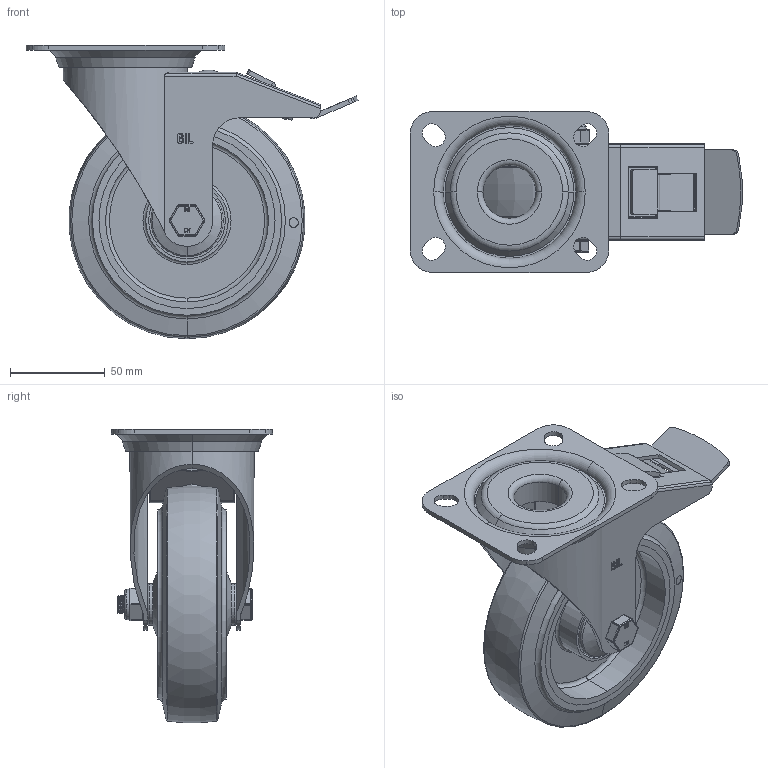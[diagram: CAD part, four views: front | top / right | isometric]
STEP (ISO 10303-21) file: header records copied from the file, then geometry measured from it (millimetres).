
FILE_DESCRIPTION(('STEP AP203'),'1');
FILE_NAME('BZMM125RNBJECSWB.STEP','2023-07-07T08:18:55',(' '),(' '),'Spatial InterOp 3D',' ',' ');
FILE_SCHEMA(('CONFIG_CONTROL_DESIGN'));
Length unit declared in the file: metre
Products named in the file (38): BZMM125ASSWB - 47; ZINC PLATED, PRESSED STEEL TOP PLATE; ZINC PLATED, PRESSED STEEL FORKS; BEARING SEAL; ZINC PLATED, PRESSED STEEL BRAKE PEDAL; ZINC PLATED, PRESSED STEEL BRAKE PEDAL Geometry; BRAKE BOLT; BRAKE PAD; BRAKE PAD Geometry; BOLT; NUT; BZMM125RNBJECSWB; 65 SHORE A ELASTIC RUBBER TYRE; 65 SHORE A ELASTIC RUBBER TYRE Geometry; EC SPOT; BZMM125WRNBJEC; NYLON RIM; BEARING 6202; METAL; METAL2; Pattern; Component1; MIDDLE; RUBBER; RUBBER2; BZMH125WRNBJM10EC; HUB CAP; HUB CAP Geometry; SPOT; HUBCAPM10X47RNEC; HEXBOLTM10X65Z8.8FULL; GRADE 8.8 FULLY THREADED ZINC PLATED BOLT; NYLOC NUT; RUBBER3; NUT2; NYLOCM10Z
Assembly tree (46 placements, depth 6):
  BZMM125RNBJECSWB
    BZMM125ASSWB - 47
      ZINC PLATED, PRESSED STEEL TOP PLATE
      ZINC PLATED, PRESSED STEEL FORKS
      BEARING SEAL
      ZINC PLATED, PRESSED STEEL BRAKE PEDAL
        ZINC PLATED, PRESSED STEEL BRAKE PEDAL Geometry
        BRAKE BOLT
      BRAKE PAD
        BRAKE PAD Geometry
        BOLT
        NUT
    BZMH125WRNBJM10EC
      BZMM125WRNBJEC
        65 SHORE A ELASTIC RUBBER TYRE
          65 SHORE A ELASTIC RUBBER TYRE Geometry
          EC SPOT
        NYLON RIM
        BEARING 6202
          METAL
          METAL2
          Pattern
            Component1  x8
          MIDDLE
          RUBBER
          RUBBER2
      HUBCAPM10X47RNEC
        HUB CAP
          HUB CAP Geometry
          SPOT
      HUBCAPM10X47RNEC
        HUB CAP
          HUB CAP Geometry
          SPOT
    HEXBOLTM10X65Z8.8FULL
      GRADE 8.8 FULLY THREADED ZINC PLATED BOLT
    NYLOCM10Z
      NYLOC NUT
        RUBBER3
        NUT2
Bounding box: 175.28 x 85 x 154.9 mm (x, y, z)
Volume: 345376.3 mm3; surface area: 175714.9 mm2
Topology: 31 solids, 31 shells, 1347 faces, 3502 edges, 2256 vertices
Faces by surface type: cylinder 503, plane 475, extrusion 190, sphere 86, torus 52, cone 35, bspline 6
Entity records: 58368 total; most frequent: CARTESIAN_POINT 24967, ORIENTED_EDGE 6672, DIRECTION 6228, EDGE_CURVE 3336, AXIS2_PLACEMENT_3D 2211, VERTEX_POINT 2186, VECTOR 1806, LINE 1616
